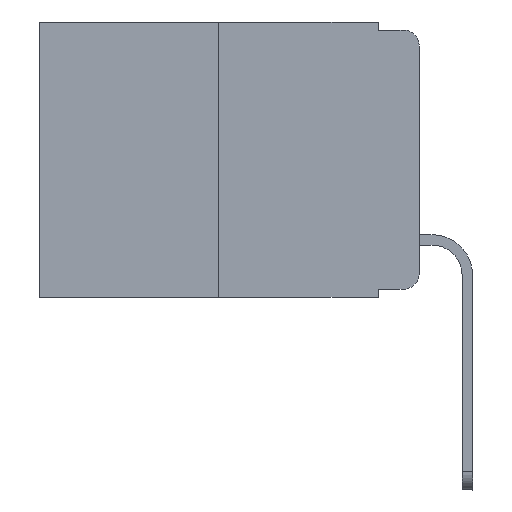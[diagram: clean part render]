
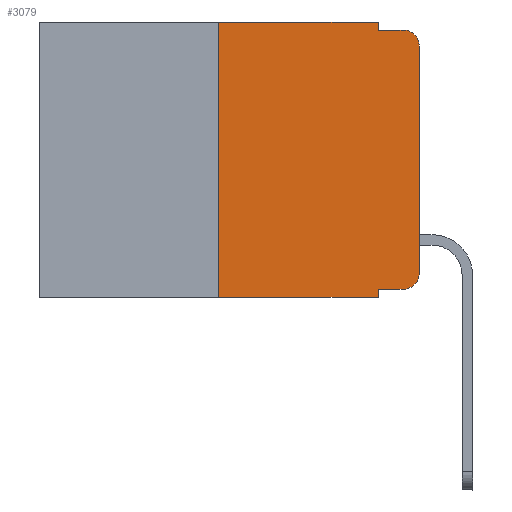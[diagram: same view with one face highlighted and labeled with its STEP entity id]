
A CAD part, left-side view. The second image highlights one B-rep face of the part: STEP entity #3079.
In plain terms, the highlighted planar face has unit normal (-1, 0, 0).
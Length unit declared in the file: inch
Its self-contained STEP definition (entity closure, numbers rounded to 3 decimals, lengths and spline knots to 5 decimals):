
#1 = CIRCLE ( 'NONE', #8390, 0.02 ) ;
#216 = PLANE ( 'NONE',  #9531 ) ;
#292 = ORIENTED_EDGE ( 'NONE', *, *, #9165, .T. ) ;
#339 = ORIENTED_EDGE ( 'NONE', *, *, #14732, .T. ) ;
#628 = DIRECTION ( 'NONE',  ( 0., 0., -1. ) ) ;
#1183 = EDGE_CURVE ( 'NONE', #10753, #9439, #1867, .T. ) ;
#1287 = CARTESIAN_POINT ( 'NONE',  ( 0., 0.02, -0.03 ) ) ;
#1314 = DIRECTION ( 'NONE',  ( 1., 0., 0. ) ) ;
#1580 = VECTOR ( 'NONE', #3114, 39.37008 ) ;
#1702 = VECTOR ( 'NONE', #14057, 39.37008 ) ;
#1777 = VECTOR ( 'NONE', #4898, 39.37008 ) ;
#1809 = VERTEX_POINT ( 'NONE', #13879 ) ;
#1867 = LINE ( 'NONE', #5599, #1580 ) ;
#1948 = DIRECTION ( 'NONE',  ( 0., -1., 0. ) ) ;
#2161 = VERTEX_POINT ( 'NONE', #8363 ) ;
#2203 = EDGE_CURVE ( 'NONE', #12486, #13736, #12851, .T. ) ;
#2257 = CARTESIAN_POINT ( 'NONE',  ( 0., 0.25, -0.343 ) ) ;
#2331 = DIRECTION ( 'NONE',  ( 0., -1., 0. ) ) ;
#2513 = CARTESIAN_POINT ( 'NONE',  ( 0., 0.051, 0. ) ) ;
#2534 = VECTOR ( 'NONE', #4798, 39.37008 ) ;
#2765 = EDGE_CURVE ( 'NONE', #13971, #11676, #1, .T. ) ;
#3079 = ADVANCED_FACE ( 'NONE', ( #3929 ), #216, .F. ) ;
#3114 = DIRECTION ( 'NONE',  ( 0., 0., -1. ) ) ;
#3283 = LINE ( 'NONE', #5685, #14585 ) ;
#3929 = FACE_OUTER_BOUND ( 'NONE', #4355, .T. ) ;
#4042 = CARTESIAN_POINT ( 'NONE',  ( 0., 0.02, -0.333 ) ) ;
#4355 = EDGE_LOOP ( 'NONE', ( #292, #339, #8021, #9258, #15004, #9516, #9748, #14129, #7642, #7288 ) ) ;
#4578 = CARTESIAN_POINT ( 'NONE',  ( 0., 0.473, -0.343 ) ) ;
#4798 = DIRECTION ( 'NONE',  ( 0., -1., 0. ) ) ;
#4800 = EDGE_CURVE ( 'NONE', #13708, #13736, #11739, .T. ) ;
#4864 = DIRECTION ( 'NONE',  ( -1., 0., 0. ) ) ;
#4898 = DIRECTION ( 'NONE',  ( 0., 0., 1. ) ) ;
#5219 = CARTESIAN_POINT ( 'NONE',  ( 0., 0.473, 0. ) ) ;
#5530 = CARTESIAN_POINT ( 'NONE',  ( 0., 0.051, -0.343 ) ) ;
#5599 = CARTESIAN_POINT ( 'NONE',  ( 0., 0.051, 0. ) ) ;
#5685 = CARTESIAN_POINT ( 'NONE',  ( 0., 0.051, -0.333 ) ) ;
#5747 = CARTESIAN_POINT ( 'NONE',  ( 0., 0.051, 0. ) ) ;
#6269 = DIRECTION ( 'NONE',  ( 0., 0., -1. ) ) ;
#6666 = VECTOR ( 'NONE', #7237, 39.37008 ) ;
#7130 = LINE ( 'NONE', #14136, #1777 ) ;
#7237 = DIRECTION ( 'NONE',  ( 0., 0., -1. ) ) ;
#7288 = ORIENTED_EDGE ( 'NONE', *, *, #2765, .T. ) ;
#7339 = CARTESIAN_POINT ( 'NONE',  ( 0., 0.473, 0. ) ) ;
#7642 = ORIENTED_EDGE ( 'NONE', *, *, #11393, .T. ) ;
#8021 = ORIENTED_EDGE ( 'NONE', *, *, #11097, .F. ) ;
#8363 = CARTESIAN_POINT ( 'NONE',  ( 0., 0.25, 0. ) ) ;
#8390 = AXIS2_PLACEMENT_3D ( 'NONE', #8868, #14720, #628 ) ;
#8662 = AXIS2_PLACEMENT_3D ( 'NONE', #1287, #4864, #11940 ) ;
#8868 = CARTESIAN_POINT ( 'NONE',  ( 0., 0.02, -0.313 ) ) ;
#8879 = CARTESIAN_POINT ( 'NONE',  ( 0., 0., -0.313 ) ) ;
#9165 = EDGE_CURVE ( 'NONE', #11676, #1809, #14208, .T. ) ;
#9258 = ORIENTED_EDGE ( 'NONE', *, *, #1183, .F. ) ;
#9439 = VERTEX_POINT ( 'NONE', #13797 ) ;
#9516 = ORIENTED_EDGE ( 'NONE', *, *, #13875, .F. ) ;
#9531 = AXIS2_PLACEMENT_3D ( 'NONE', #7339, #1314, #6269 ) ;
#9748 = ORIENTED_EDGE ( 'NONE', *, *, #4800, .T. ) ;
#10070 = DIRECTION ( 'NONE',  ( 0., -1., 0. ) ) ;
#10431 = CARTESIAN_POINT ( 'NONE',  ( 0., 0.02, -0.01 ) ) ;
#10753 = VERTEX_POINT ( 'NONE', #5747 ) ;
#10868 = CARTESIAN_POINT ( 'NONE',  ( 0., 0.051, -0.333 ) ) ;
#11097 = EDGE_CURVE ( 'NONE', #9439, #12439, #14101, .T. ) ;
#11393 = EDGE_CURVE ( 'NONE', #12486, #13971, #3283, .T. ) ;
#11676 = VERTEX_POINT ( 'NONE', #8879 ) ;
#11739 = LINE ( 'NONE', #4578, #14035 ) ;
#11759 = CARTESIAN_POINT ( 'NONE',  ( 0., 0., 0. ) ) ;
#11789 = CARTESIAN_POINT ( 'NONE',  ( 0., 0.051, -0.01 ) ) ;
#11940 = DIRECTION ( 'NONE',  ( 0., 0., -1. ) ) ;
#12361 = LINE ( 'NONE', #5219, #15019 ) ;
#12439 = VERTEX_POINT ( 'NONE', #10431 ) ;
#12486 = VERTEX_POINT ( 'NONE', #10868 ) ;
#12851 = LINE ( 'NONE', #2513, #6666 ) ;
#13533 = EDGE_CURVE ( 'NONE', #2161, #10753, #12361, .T. ) ;
#13708 = VERTEX_POINT ( 'NONE', #2257 ) ;
#13736 = VERTEX_POINT ( 'NONE', #5530 ) ;
#13797 = CARTESIAN_POINT ( 'NONE',  ( 0., 0.051, -0.01 ) ) ;
#13875 = EDGE_CURVE ( 'NONE', #13708, #2161, #7130, .T. ) ;
#13879 = CARTESIAN_POINT ( 'NONE',  ( 0., 0., -0.03 ) ) ;
#13971 = VERTEX_POINT ( 'NONE', #4042 ) ;
#14035 = VECTOR ( 'NONE', #2331, 39.37008 ) ;
#14057 = DIRECTION ( 'NONE',  ( 0., 0., 1. ) ) ;
#14073 = CIRCLE ( 'NONE', #8662, 0.02 ) ;
#14101 = LINE ( 'NONE', #11789, #2534 ) ;
#14129 = ORIENTED_EDGE ( 'NONE', *, *, #2203, .F. ) ;
#14136 = CARTESIAN_POINT ( 'NONE',  ( 0., 0.25, 0. ) ) ;
#14208 = LINE ( 'NONE', #11759, #1702 ) ;
#14585 = VECTOR ( 'NONE', #1948, 39.37008 ) ;
#14720 = DIRECTION ( 'NONE',  ( -1., 0., 0. ) ) ;
#14732 = EDGE_CURVE ( 'NONE', #1809, #12439, #14073, .T. ) ;
#15004 = ORIENTED_EDGE ( 'NONE', *, *, #13533, .F. ) ;
#15019 = VECTOR ( 'NONE', #10070, 39.37008 ) ;
